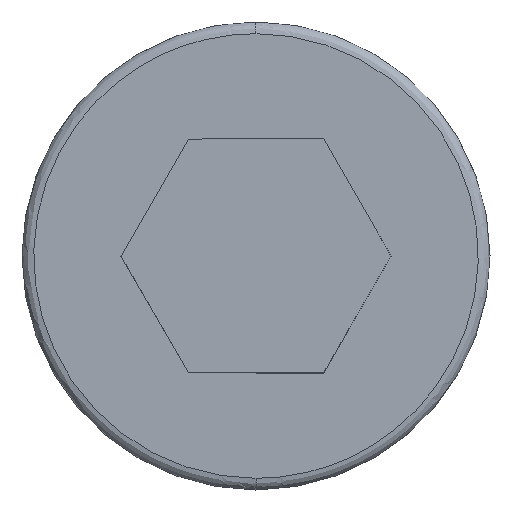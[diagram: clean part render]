
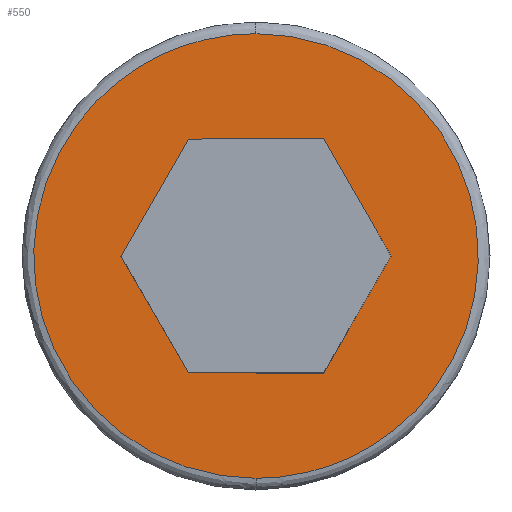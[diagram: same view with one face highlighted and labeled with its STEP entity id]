
A CAD part, left-side view. The second image highlights one B-rep face of the part: STEP entity #550.
In plain terms, the highlighted planar face has unit normal (-1, 0, 0).
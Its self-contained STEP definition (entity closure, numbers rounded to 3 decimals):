
#3 = DIRECTION ( 'NONE',  ( 0., -0.5, 0.866 ) ) ;
#12 = CARTESIAN_POINT ( 'NONE',  ( -6., -2.887, 0. ) ) ;
#21 = CARTESIAN_POINT ( 'NONE',  ( -6., 0., 4.75 ) ) ;
#40 = VERTEX_POINT ( 'NONE', #88 ) ;
#51 = CARTESIAN_POINT ( 'NONE',  ( -6., 0., 4.75 ) ) ;
#53 = CARTESIAN_POINT ( 'NONE',  ( -6., 2.375, 2.5 ) ) ;
#58 = CARTESIAN_POINT ( 'NONE',  ( -6., -1.443, 2.5 ) ) ;
#68 = CARTESIAN_POINT ( 'NONE',  ( -6., -9.5, 4.75 ) ) ;
#72 = ORIENTED_EDGE ( 'NONE', *, *, #451, .T. ) ;
#76 = AXIS2_PLACEMENT_3D ( 'NONE', #176, #191, #136 ) ;
#88 = CARTESIAN_POINT ( 'NONE',  ( -6., -1.443, 2.5 ) ) ;
#91 = VECTOR ( 'NONE', #458, 1000. ) ;
#93 = LINE ( 'NONE', #58, #300 ) ;
#110 = CARTESIAN_POINT ( 'NONE',  ( -6., 1.443, -2.5 ) ) ;
#115 = VERTEX_POINT ( 'NONE', #174 ) ;
#117 =( BOUNDED_CURVE ( )  B_SPLINE_CURVE ( 3, ( #21, #68, #516, #246 ),
 .UNSPECIFIED., .F., .T. ) 
 B_SPLINE_CURVE_WITH_KNOTS ( ( 4, 4 ),
 ( 0., 0.5 ),
 .UNSPECIFIED. ) 
 CURVE ( )  GEOMETRIC_REPRESENTATION_ITEM ( )  RATIONAL_B_SPLINE_CURVE ( ( 1., 0.333, 0.333, 1. ) ) 
 REPRESENTATION_ITEM ( '' )  );
#136 = DIRECTION ( 'NONE',  ( 0., 0., 1. ) ) ;
#143 = EDGE_CURVE ( 'NONE', #332, #430, #314, .T. ) ;
#148 = VECTOR ( 'NONE', #538, 1000. ) ;
#155 = CARTESIAN_POINT ( 'NONE',  ( -6., 1.443, -2.5 ) ) ;
#168 = VECTOR ( 'NONE', #275, 1000. ) ;
#172 = ORIENTED_EDGE ( 'NONE', *, *, #444, .T. ) ;
#174 = CARTESIAN_POINT ( 'NONE',  ( -6., 1.443, 2.5 ) ) ;
#176 = CARTESIAN_POINT ( 'NONE',  ( -6., 2.375, 0. ) ) ;
#181 = LINE ( 'NONE', #546, #274 ) ;
#184 = EDGE_CURVE ( 'NONE', #279, #217, #117, .T. ) ;
#191 = DIRECTION ( 'NONE',  ( -1., 0., 0. ) ) ;
#205 = CARTESIAN_POINT ( 'NONE',  ( -6., -1.443, -2.5 ) ) ;
#217 = VERTEX_POINT ( 'NONE', #460 ) ;
#228 = CARTESIAN_POINT ( 'NONE',  ( -6., 2.887, 0. ) ) ;
#232 = CARTESIAN_POINT ( 'NONE',  ( -6., 0., -4.75 ) ) ;
#235 = ORIENTED_EDGE ( 'NONE', *, *, #143, .T. ) ;
#236 = FACE_BOUND ( 'NONE', #462, .T. ) ;
#245 = ORIENTED_EDGE ( 'NONE', *, *, #461, .T. ) ;
#246 = CARTESIAN_POINT ( 'NONE',  ( -6., 0., -4.75 ) ) ;
#262 = ORIENTED_EDGE ( 'NONE', *, *, #382, .F. ) ;
#272 = DIRECTION ( 'NONE',  ( 0., 0.5, -0.866 ) ) ;
#274 = VECTOR ( 'NONE', #272, 1000. ) ;
#275 = DIRECTION ( 'NONE',  ( 0., -1., 0. ) ) ;
#279 = VERTEX_POINT ( 'NONE', #555 ) ;
#290 = LINE ( 'NONE', #228, #453 ) ;
#300 = VECTOR ( 'NONE', #551, 1000. ) ;
#314 = LINE ( 'NONE', #360, #148 ) ;
#332 = VERTEX_POINT ( 'NONE', #205 ) ;
#360 = CARTESIAN_POINT ( 'NONE',  ( -6., 2.375, -2.5 ) ) ;
#379 = ORIENTED_EDGE ( 'NONE', *, *, #521, .T. ) ;
#382 = EDGE_CURVE ( 'NONE', #217, #279, #537, .T. ) ;
#404 = LINE ( 'NONE', #53, #168 ) ;
#413 = LINE ( 'NONE', #110, #91 ) ;
#419 = PLANE ( 'NONE',  #76 ) ;
#430 = VERTEX_POINT ( 'NONE', #155 ) ;
#436 = ORIENTED_EDGE ( 'NONE', *, *, #487, .T. ) ;
#443 = VERTEX_POINT ( 'NONE', #558 ) ;
#444 = EDGE_CURVE ( 'NONE', #443, #115, #290, .T. ) ;
#451 = EDGE_CURVE ( 'NONE', #513, #332, #181, .T. ) ;
#453 = VECTOR ( 'NONE', #3, 1000. ) ;
#458 = DIRECTION ( 'NONE',  ( 0., 0.5, 0.866 ) ) ;
#460 = CARTESIAN_POINT ( 'NONE',  ( -6., 0., -4.75 ) ) ;
#461 = EDGE_CURVE ( 'NONE', #430, #443, #413, .T. ) ;
#462 = EDGE_LOOP ( 'NONE', ( #172, #436, #379, #72, #235, #245 ) ) ;
#487 = EDGE_CURVE ( 'NONE', #115, #40, #404, .T. ) ;
#500 = CARTESIAN_POINT ( 'NONE',  ( -6., 9.5, -4.75 ) ) ;
#504 = ORIENTED_EDGE ( 'NONE', *, *, #184, .F. ) ;
#513 = VERTEX_POINT ( 'NONE', #12 ) ;
#516 = CARTESIAN_POINT ( 'NONE',  ( -6., -9.5, -4.75 ) ) ;
#521 = EDGE_CURVE ( 'NONE', #40, #513, #93, .T. ) ;
#537 =( BOUNDED_CURVE ( )  B_SPLINE_CURVE ( 3, ( #232, #500, #552, #51 ),
 .UNSPECIFIED., .F., .T. ) 
 B_SPLINE_CURVE_WITH_KNOTS ( ( 4, 4 ),
 ( 0.5, 1. ),
 .UNSPECIFIED. ) 
 CURVE ( )  GEOMETRIC_REPRESENTATION_ITEM ( )  RATIONAL_B_SPLINE_CURVE ( ( 1., 0.333, 0.333, 1. ) ) 
 REPRESENTATION_ITEM ( '' )  );
#538 = DIRECTION ( 'NONE',  ( 0., 1., 0. ) ) ;
#546 = CARTESIAN_POINT ( 'NONE',  ( -6., -2.887, 0. ) ) ;
#550 = ADVANCED_FACE ( 'NONE', ( #236, #586 ), #419, .T. ) ;
#551 = DIRECTION ( 'NONE',  ( 0., -0.5, -0.866 ) ) ;
#552 = CARTESIAN_POINT ( 'NONE',  ( -6., 9.5, 4.75 ) ) ;
#555 = CARTESIAN_POINT ( 'NONE',  ( -6., 0., 4.75 ) ) ;
#558 = CARTESIAN_POINT ( 'NONE',  ( -6., 2.887, 0. ) ) ;
#560 = EDGE_LOOP ( 'NONE', ( #262, #504 ) ) ;
#586 = FACE_OUTER_BOUND ( 'NONE', #560, .T. ) ;
